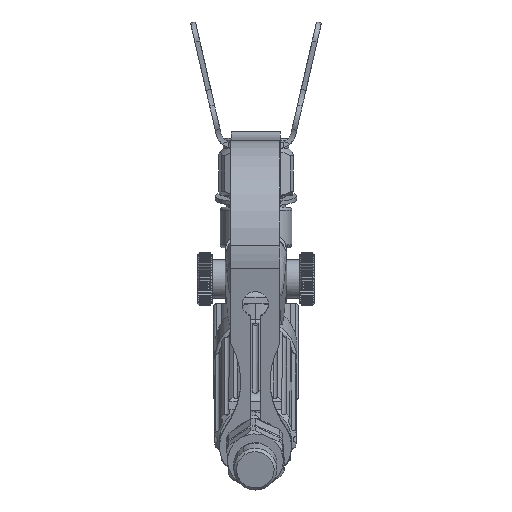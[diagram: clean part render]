
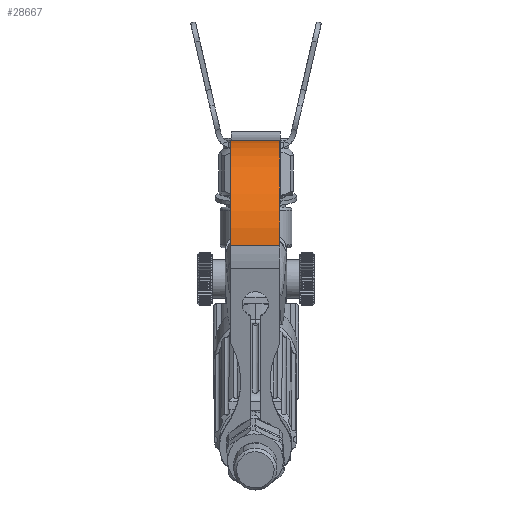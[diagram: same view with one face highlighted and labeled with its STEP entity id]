
A CAD part, front view. The second image highlights one B-rep face of the part: STEP entity #28667.
In plain terms, the highlighted cylindrical face has radius 31.2 mm (diameter 62.4 mm), a partial arc.
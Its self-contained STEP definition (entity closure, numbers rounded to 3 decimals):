
#234 = VECTOR ( 'NONE', #1108, 1000. ) ;
#425 = DIRECTION ( 'NONE',  ( 1., -0.001, 0. ) ) ;
#1108 = DIRECTION ( 'NONE',  ( 1., -0.001, 0. ) ) ;
#1282 = CARTESIAN_POINT ( 'NONE',  ( -7.697, -154.502, 7.925 ) ) ;
#1621 = EDGE_LOOP ( 'NONE', ( #28417, #24156, #30670, #32611 ) ) ;
#2594 = CIRCLE ( 'NONE', #29688, 31.2 ) ;
#3480 = EDGE_CURVE ( 'NONE', #19764, #27420, #2594, .T. ) ;
#4379 = EDGE_CURVE ( 'NONE', #21855, #19764, #14834, .T. ) ;
#5477 = FACE_OUTER_BOUND ( 'NONE', #1621, .T. ) ;
#8828 = DIRECTION ( 'NONE',  ( 1., -0.001, 0. ) ) ;
#9105 = VECTOR ( 'NONE', #17550, 1000. ) ;
#13277 = CARTESIAN_POINT ( 'NONE',  ( -7.659, -123.322, 9.014 ) ) ;
#13354 = CARTESIAN_POINT ( 'NONE',  ( -7.697, -154.502, 7.925 ) ) ;
#13446 = DIRECTION ( 'NONE',  ( -1., 0.001, 0. ) ) ;
#14091 = CARTESIAN_POINT ( 'NONE',  ( -7.667, -124.41, 40.195 ) ) ;
#14834 = LINE ( 'NONE', #31651, #9105 ) ;
#15620 = DIRECTION ( 'NONE',  ( -0.001, -0.999, -0.035 ) ) ;
#16455 = CYLINDRICAL_SURFACE ( 'NONE', #29752, 31.2 ) ;
#16560 = CARTESIAN_POINT ( 'NONE',  ( 7.341, -123.34, 9.017 ) ) ;
#16818 = CARTESIAN_POINT ( 'NONE',  ( -7.659, -123.322, 9.014 ) ) ;
#17550 = DIRECTION ( 'NONE',  ( 1., -0.001, 0. ) ) ;
#19005 = CARTESIAN_POINT ( 'NONE',  ( 7.303, -154.521, 7.928 ) ) ;
#19493 = EDGE_CURVE ( 'NONE', #22239, #21855, #20593, .T. ) ;
#19764 = VERTEX_POINT ( 'NONE', #28796 ) ;
#20028 = AXIS2_PLACEMENT_3D ( 'NONE', #13277, #13446, #15620 ) ;
#20593 = CIRCLE ( 'NONE', #20028, 31.2 ) ;
#21855 = VERTEX_POINT ( 'NONE', #14091 ) ;
#22239 = VERTEX_POINT ( 'NONE', #13354 ) ;
#22432 = DIRECTION ( 'NONE',  ( -0.001, -0.999, -0.035 ) ) ;
#24156 = ORIENTED_EDGE ( 'NONE', *, *, #25988, .T. ) ;
#25988 = EDGE_CURVE ( 'NONE', #22239, #27420, #28715, .T. ) ;
#27420 = VERTEX_POINT ( 'NONE', #19005 ) ;
#28318 = DIRECTION ( 'NONE',  ( -0.001, -0.999, -0.035 ) ) ;
#28417 = ORIENTED_EDGE ( 'NONE', *, *, #19493, .F. ) ;
#28667 = ADVANCED_FACE ( 'NONE', ( #5477 ), #16455, .T. ) ;
#28715 = LINE ( 'NONE', #1282, #234 ) ;
#28796 = CARTESIAN_POINT ( 'NONE',  ( 7.332, -124.429, 40.198 ) ) ;
#29688 = AXIS2_PLACEMENT_3D ( 'NONE', #16560, #8828, #28318 ) ;
#29752 = AXIS2_PLACEMENT_3D ( 'NONE', #16818, #425, #22432 ) ;
#30670 = ORIENTED_EDGE ( 'NONE', *, *, #3480, .F. ) ;
#31651 = CARTESIAN_POINT ( 'NONE',  ( -7.667, -124.41, 40.195 ) ) ;
#32611 = ORIENTED_EDGE ( 'NONE', *, *, #4379, .F. ) ;
